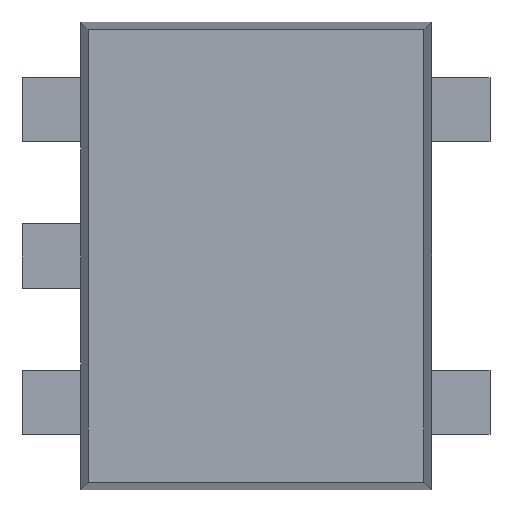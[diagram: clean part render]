
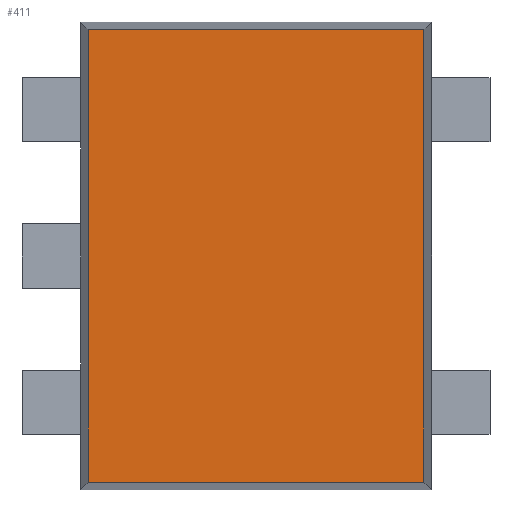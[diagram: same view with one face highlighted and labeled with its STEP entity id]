
A CAD part, top view. The second image highlights one B-rep face of the part: STEP entity #411.
In plain terms, the highlighted planar face has unit normal (0, 0, 1).
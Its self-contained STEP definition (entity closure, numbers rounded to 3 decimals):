
#27=VECTOR('',#28,1.);
#28=DIRECTION('',(-1.,0.,0.));
#51=VECTOR('',#52,1.);
#52=DIRECTION('',(0.,-1.,0.));
#60=VECTOR('',#61,1.);
#61=DIRECTION('',(0.,1.,0.));
#82=VECTOR('',#83,1.);
#83=DIRECTION('',(1.,0.,0.));
#108=DIRECTION('',(0.,0.,-1.));
#134=VERTEX_POINT('',#135);
#135=CARTESIAN_POINT('',(-0.574,0.774,0.63));
#138=EDGE_CURVE('',#139,#134,#141,.T.);
#139=VERTEX_POINT('',#140);
#140=CARTESIAN_POINT('',(0.574,0.774,0.63));
#141=LINE('',#140,#27);
#382=VERTEX_POINT('',#383);
#383=CARTESIAN_POINT('',(-0.574,-0.774,0.63));
#386=EDGE_CURVE('',#134,#382,#387,.T.);
#387=LINE('',#135,#51);
#411=ADVANCED_FACE('',(#412),#424,.F.);
#412=FACE_BOUND('',#413,.T.);
#413=EDGE_LOOP('',(#414,#415,#420,#423));
#414=ORIENTED_EDGE('',*,*,#386,.T.);
#415=ORIENTED_EDGE('',*,*,#416,.T.);
#416=EDGE_CURVE('',#382,#417,#419,.T.);
#417=VERTEX_POINT('',#418);
#418=CARTESIAN_POINT('',(0.574,-0.774,0.63));
#419=LINE('',#383,#82);
#420=ORIENTED_EDGE('',*,*,#421,.T.);
#421=EDGE_CURVE('',#417,#139,#422,.T.);
#422=LINE('',#418,#60);
#423=ORIENTED_EDGE('',*,*,#138,.T.);
#424=PLANE('',#425);
#425=AXIS2_PLACEMENT_3D('',#135,#108,#426);
#426=DIRECTION('',(0.596,-0.803,0.));
